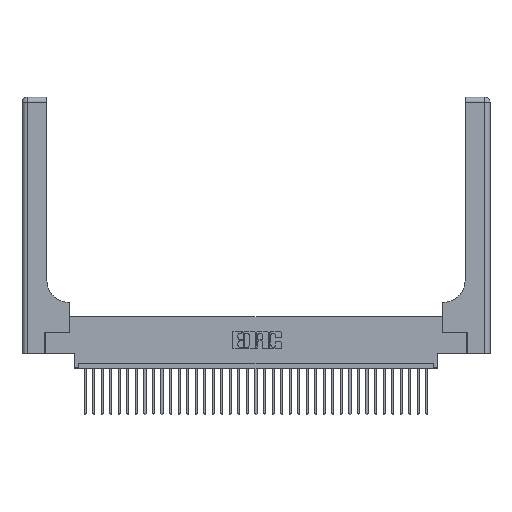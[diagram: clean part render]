
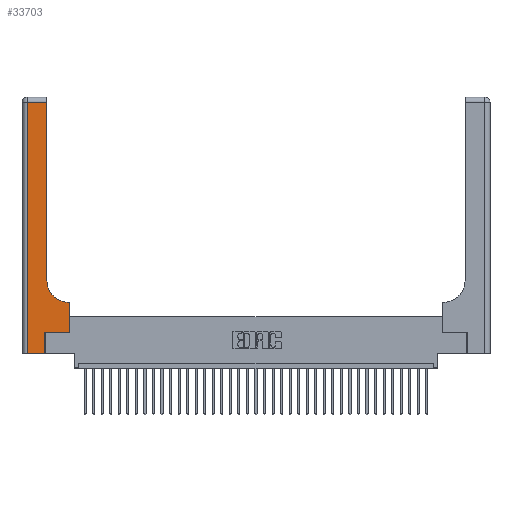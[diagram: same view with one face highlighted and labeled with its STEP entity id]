
A CAD part, top view. The second image highlights one B-rep face of the part: STEP entity #33703.
In plain terms, the highlighted planar face has unit normal (0, 0, 1).
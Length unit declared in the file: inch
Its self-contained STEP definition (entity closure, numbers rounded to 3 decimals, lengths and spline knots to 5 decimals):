
#326 = VECTOR ( 'NONE', #12789, 39.37008 ) ;
#1207 = LINE ( 'NONE', #27365, #326 ) ;
#2371 = LINE ( 'NONE', #22512, #5449 ) ;
#2441 = DIRECTION ( 'NONE',  ( -1., 0., 0. ) ) ;
#3096 = DIRECTION ( 'NONE',  ( 1., 0., 0. ) ) ;
#3301 = CARTESIAN_POINT ( 'NONE',  ( 0., 3., 0.37 ) ) ;
#3373 = VECTOR ( 'NONE', #8248, 39.37008 ) ;
#3601 = EDGE_CURVE ( 'NONE', #22609, #34290, #15166, .T. ) ;
#4040 = EDGE_CURVE ( 'NONE', #7198, #8848, #23915, .T. ) ;
#5449 = VECTOR ( 'NONE', #36264, 39.37008 ) ;
#5608 = AXIS2_PLACEMENT_3D ( 'NONE', #22542, #28718, #10258 ) ;
#5651 = EDGE_CURVE ( 'NONE', #34447, #12805, #1207, .T. ) ;
#5848 = LINE ( 'NONE', #25849, #19834 ) ;
#6336 = CARTESIAN_POINT ( 'NONE',  ( 0.5585, 0.25, 0.37 ) ) ;
#7163 = LINE ( 'NONE', #33166, #31661 ) ;
#7198 = VERTEX_POINT ( 'NONE', #36211 ) ;
#7562 = CARTESIAN_POINT ( 'NONE',  ( 0.269, 0., 0.37 ) ) ;
#8248 = DIRECTION ( 'NONE',  ( -1., 0., 0. ) ) ;
#8652 = LINE ( 'NONE', #22286, #3373 ) ;
#8777 = CARTESIAN_POINT ( 'NONE',  ( 0.269, 0., 0.37 ) ) ;
#8805 = VERTEX_POINT ( 'NONE', #20867 ) ;
#8848 = VERTEX_POINT ( 'NONE', #29290 ) ;
#9213 = DIRECTION ( 'NONE',  ( 1., 0., 0. ) ) ;
#9251 = EDGE_CURVE ( 'NONE', #34290, #34447, #29436, .T. ) ;
#10258 = DIRECTION ( 'NONE',  ( 1., 0., 0. ) ) ;
#10319 = CARTESIAN_POINT ( 'NONE',  ( 0.2915, 2.94, 0.37 ) ) ;
#11069 = DIRECTION ( 'NONE',  ( 0., 1., 0. ) ) ;
#11485 = AXIS2_PLACEMENT_3D ( 'NONE', #3301, #25704, #27896 ) ;
#12789 = DIRECTION ( 'NONE',  ( 0., 1., 0. ) ) ;
#12805 = VERTEX_POINT ( 'NONE', #26079 ) ;
#14192 = PLANE ( 'NONE',  #11485 ) ;
#14555 = EDGE_CURVE ( 'NONE', #8805, #22290, #2371, .T. ) ;
#14586 = VECTOR ( 'NONE', #11069, 39.37008 ) ;
#15166 = LINE ( 'NONE', #8777, #27022 ) ;
#15443 = EDGE_CURVE ( 'NONE', #8848, #28579, #19808, .T. ) ;
#16775 = CARTESIAN_POINT ( 'NONE',  ( 0.269, 0.25, 0.37 ) ) ;
#17167 = DIRECTION ( 'NONE',  ( 0., 1., 0. ) ) ;
#17418 = CARTESIAN_POINT ( 'NONE',  ( 0.269, 0.25, 0.37 ) ) ;
#18156 = ORIENTED_EDGE ( 'NONE', *, *, #14555, .T. ) ;
#18628 = ORIENTED_EDGE ( 'NONE', *, *, #29014, .T. ) ;
#19808 = LINE ( 'NONE', #36063, #14586 ) ;
#19834 = VECTOR ( 'NONE', #9213, 39.37008 ) ;
#20867 = CARTESIAN_POINT ( 'NONE',  ( 0.06, 2.94, 0.37 ) ) ;
#21995 = VECTOR ( 'NONE', #3096, 39.37008 ) ;
#22286 = CARTESIAN_POINT ( 'NONE',  ( 0.2915, 0.6, 0.37 ) ) ;
#22290 = VERTEX_POINT ( 'NONE', #22981 ) ;
#22512 = CARTESIAN_POINT ( 'NONE',  ( 0.06, 3., 0.37 ) ) ;
#22542 = CARTESIAN_POINT ( 'NONE',  ( 0.5415, 0.85, 0.37 ) ) ;
#22609 = VERTEX_POINT ( 'NONE', #7562 ) ;
#22981 = CARTESIAN_POINT ( 'NONE',  ( 0.06, 0., 0.37 ) ) ;
#23915 = CIRCLE ( 'NONE', #5608, 0.25 ) ;
#24350 = ORIENTED_EDGE ( 'NONE', *, *, #28800, .T. ) ;
#25704 = DIRECTION ( 'NONE',  ( 0., 0., -1. ) ) ;
#25849 = CARTESIAN_POINT ( 'NONE',  ( 0., 0., 0.37 ) ) ;
#25990 = EDGE_CURVE ( 'NONE', #12805, #7198, #8652, .T. ) ;
#26079 = CARTESIAN_POINT ( 'NONE',  ( 0.5585, 0.6, 0.37 ) ) ;
#27022 = VECTOR ( 'NONE', #17167, 39.37008 ) ;
#27365 = CARTESIAN_POINT ( 'NONE',  ( 0.5585, 0.25, 0.37 ) ) ;
#27896 = DIRECTION ( 'NONE',  ( -1., 0., 0. ) ) ;
#28579 = VERTEX_POINT ( 'NONE', #10319 ) ;
#28718 = DIRECTION ( 'NONE',  ( 0., 0., -1. ) ) ;
#28800 = EDGE_CURVE ( 'NONE', #28579, #8805, #7163, .T. ) ;
#29014 = EDGE_CURVE ( 'NONE', #22290, #22609, #5848, .T. ) ;
#29089 = ORIENTED_EDGE ( 'NONE', *, *, #15443, .T. ) ;
#29096 = ORIENTED_EDGE ( 'NONE', *, *, #25990, .T. ) ;
#29290 = CARTESIAN_POINT ( 'NONE',  ( 0.2915, 0.85, 0.37 ) ) ;
#29436 = LINE ( 'NONE', #16775, #21995 ) ;
#30612 = ORIENTED_EDGE ( 'NONE', *, *, #3601, .T. ) ;
#30684 = ORIENTED_EDGE ( 'NONE', *, *, #9251, .T. ) ;
#31661 = VECTOR ( 'NONE', #2441, 39.37008 ) ;
#33115 = EDGE_LOOP ( 'NONE', ( #29089, #24350, #18156, #18628, #30612, #30684, #35619, #29096, #34117 ) ) ;
#33166 = CARTESIAN_POINT ( 'NONE',  ( 0., 2.94, 0.37 ) ) ;
#33703 = ADVANCED_FACE ( 'NONE', ( #35326 ), #14192, .F. ) ;
#34117 = ORIENTED_EDGE ( 'NONE', *, *, #4040, .T. ) ;
#34290 = VERTEX_POINT ( 'NONE', #17418 ) ;
#34447 = VERTEX_POINT ( 'NONE', #6336 ) ;
#35326 = FACE_OUTER_BOUND ( 'NONE', #33115, .T. ) ;
#35619 = ORIENTED_EDGE ( 'NONE', *, *, #5651, .T. ) ;
#36063 = CARTESIAN_POINT ( 'NONE',  ( 0.2915, 3., 0.37 ) ) ;
#36211 = CARTESIAN_POINT ( 'NONE',  ( 0.5415, 0.6, 0.37 ) ) ;
#36264 = DIRECTION ( 'NONE',  ( 0., -1., 0. ) ) ;
